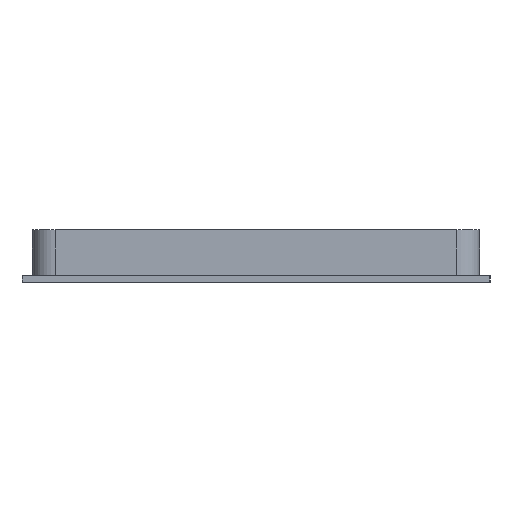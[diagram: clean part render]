
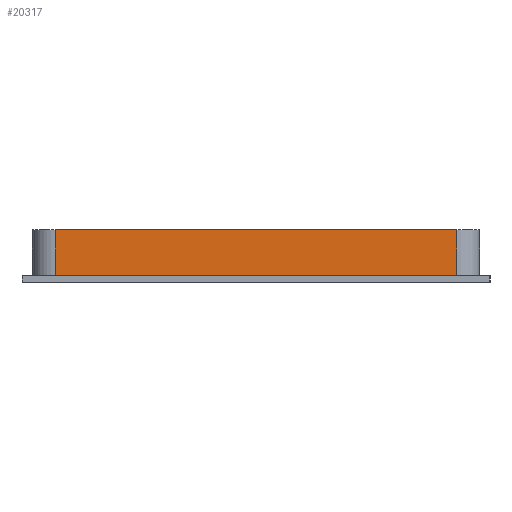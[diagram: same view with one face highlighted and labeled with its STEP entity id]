
A CAD part, left-side view. The second image highlights one B-rep face of the part: STEP entity #20317.
In plain terms, the highlighted planar face has unit normal (-1, 0, 0).
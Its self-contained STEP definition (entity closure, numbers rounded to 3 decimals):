
#1119=FACE_OUTER_BOUND('',#2068,.T.);
#2068=EDGE_LOOP('',(#15527,#15528,#15529,#15530));
#4624=LINE('',#29957,#7412);
#4628=LINE('',#29966,#7416);
#4634=LINE('',#29986,#7422);
#4636=LINE('',#29991,#7424);
#7412=VECTOR('',#24624,10.);
#7416=VECTOR('',#24632,10.);
#7422=VECTOR('',#24652,10.);
#7424=VECTOR('',#24658,10.);
#9623=VERTEX_POINT('',#29950);
#9626=VERTEX_POINT('',#29955);
#9629=VERTEX_POINT('',#29965);
#9636=VERTEX_POINT('',#29985);
#12090=EDGE_CURVE('',#9626,#9623,#4624,.T.);
#12094=EDGE_CURVE('',#9623,#9629,#4628,.T.);
#12104=EDGE_CURVE('',#9629,#9636,#4634,.T.);
#12107=EDGE_CURVE('',#9636,#9626,#4636,.T.);
#15527=ORIENTED_EDGE('',*,*,#12090,.F.);
#15528=ORIENTED_EDGE('',*,*,#12107,.F.);
#15529=ORIENTED_EDGE('',*,*,#12104,.F.);
#15530=ORIENTED_EDGE('',*,*,#12094,.F.);
#19378=PLANE('',#21307);
#20317=ADVANCED_FACE('',(#1119),#19378,.T.);
#21307=AXIS2_PLACEMENT_3D('',#29990,#24656,#24657);
#24624=DIRECTION('',(0.,0.,1.));
#24632=DIRECTION('',(0.,-1.,0.));
#24652=DIRECTION('',(0.,0.,-1.));
#24656=DIRECTION('center_axis',(-1.,0.,0.));
#24657=DIRECTION('ref_axis',(0.,-1.,0.));
#24658=DIRECTION('',(0.,1.,0.));
#29950=CARTESIAN_POINT('',(0.45,37.55,4.6));
#29955=CARTESIAN_POINT('',(0.45,37.55,0.6));
#29957=CARTESIAN_POINT('',(0.45,37.55,0.6));
#29965=CARTESIAN_POINT('',(0.45,2.45,4.6));
#29966=CARTESIAN_POINT('',(0.45,0.45,4.6));
#29985=CARTESIAN_POINT('',(0.45,2.45,0.6));
#29986=CARTESIAN_POINT('',(0.45,2.45,0.6));
#29990=CARTESIAN_POINT('Origin',(0.45,39.55,0.6));
#29991=CARTESIAN_POINT('',(0.45,29.775,0.6));
